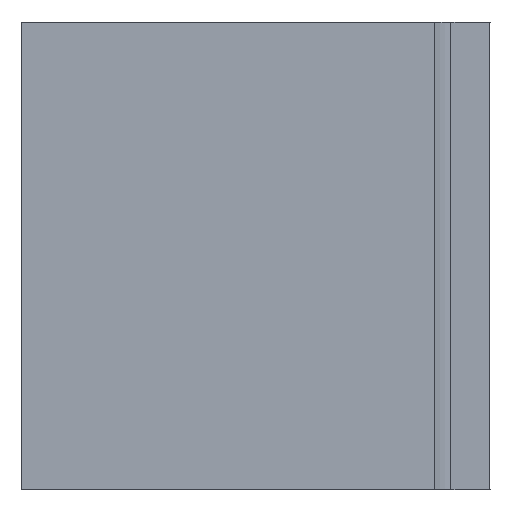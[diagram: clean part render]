
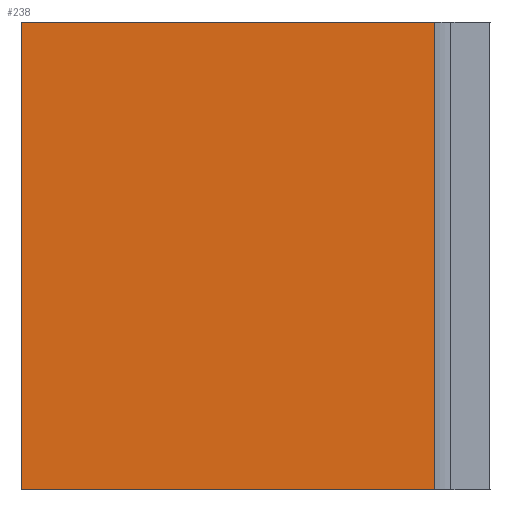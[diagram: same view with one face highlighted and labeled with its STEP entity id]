
A CAD part, left-side view. The second image highlights one B-rep face of the part: STEP entity #238.
In plain terms, the highlighted planar face has unit normal (-1, 0, 0).
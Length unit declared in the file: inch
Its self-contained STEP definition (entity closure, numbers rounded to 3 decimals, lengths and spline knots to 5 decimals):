
#15=PLANE('',#271);
#28=FACE_OUTER_BOUND('',#41,.T.);
#41=EDGE_LOOP('',(#178,#179,#180,#181));
#62=LINE('',#374,#89);
#63=LINE('',#378,#90);
#64=LINE('',#380,#91);
#65=LINE('',#381,#92);
#89=VECTOR('',#304,0.3937);
#90=VECTOR('',#309,0.3937);
#91=VECTOR('',#310,0.3937);
#92=VECTOR('',#311,0.3937);
#121=VERTEX_POINT('',#371);
#122=VERTEX_POINT('',#373);
#123=VERTEX_POINT('',#377);
#124=VERTEX_POINT('',#379);
#143=EDGE_CURVE('',#122,#121,#62,.T.);
#145=EDGE_CURVE('',#121,#123,#63,.T.);
#146=EDGE_CURVE('',#123,#124,#64,.T.);
#147=EDGE_CURVE('',#124,#122,#65,.T.);
#178=ORIENTED_EDGE('',*,*,#143,.T.);
#179=ORIENTED_EDGE('',*,*,#145,.T.);
#180=ORIENTED_EDGE('',*,*,#146,.T.);
#181=ORIENTED_EDGE('',*,*,#147,.T.);
#238=ADVANCED_FACE('',(#28),#15,.T.);
#271=AXIS2_PLACEMENT_3D('',#376,#307,#308);
#304=DIRECTION('',(0.,0.,1.));
#307=DIRECTION('center_axis',(-1.,0.,0.));
#308=DIRECTION('ref_axis',(0.,0.,1.));
#309=DIRECTION('',(0.,1.,0.));
#310=DIRECTION('',(0.,0.,-1.));
#311=DIRECTION('',(0.,-1.,0.));
#371=CARTESIAN_POINT('',(-0.1,0.11789,1.));
#373=CARTESIAN_POINT('',(-0.1,0.11789,0.));
#374=CARTESIAN_POINT('',(-0.1,0.11789,1.));
#376=CARTESIAN_POINT('Origin',(-0.1,0.5,0.5));
#377=CARTESIAN_POINT('',(-0.1,1.,1.));
#378=CARTESIAN_POINT('',(-0.1,1.,1.));
#379=CARTESIAN_POINT('',(-0.1,1.,0.));
#380=CARTESIAN_POINT('',(-0.1,1.,0.));
#381=CARTESIAN_POINT('',(-0.1,0.,0.));
